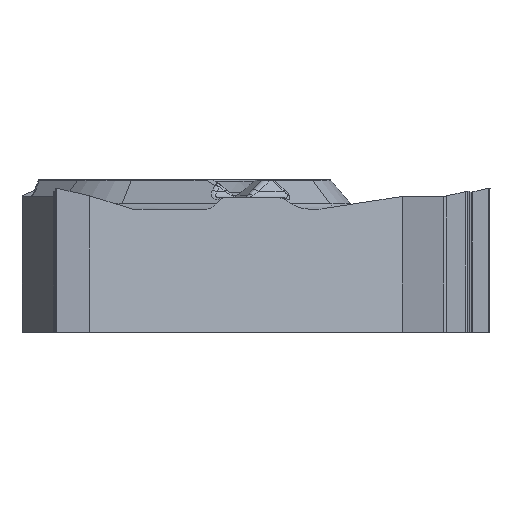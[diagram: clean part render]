
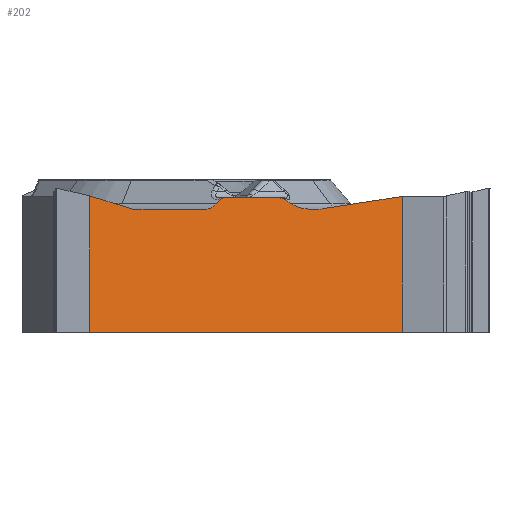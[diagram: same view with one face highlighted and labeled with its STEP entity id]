
A CAD part, front view. The second image highlights one B-rep face of the part: STEP entity #202.
In plain terms, the highlighted planar face has unit normal (0.5, -0.866, 0).
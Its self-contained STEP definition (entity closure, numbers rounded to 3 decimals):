
#202=ADVANCED_FACE('',(#468),#412,.F.);
#412=PLANE('',#3556);
#468=FACE_OUTER_BOUND('',#672,.T.);
#672=EDGE_LOOP('',(#1127,#1128,#1129,#1130,#1131,#1132,#1133,#1134,#1135,
#1136,#1137,#1138,#1139,#1140,#1141,#1142));
#888=CIRCLE('',#3555,0.415);
#1032=ELLIPSE('',#3550,0.83,0.415);
#1033=ELLIPSE('',#3551,0.83,0.415);
#1034=ELLIPSE('',#3552,0.3,0.15);
#1035=ELLIPSE('',#3553,0.177,0.15);
#1036=ELLIPSE('',#3554,0.489,0.415);
#1127=ORIENTED_EDGE('',*,*,#2477,.F.);
#1128=ORIENTED_EDGE('',*,*,#2478,.T.);
#1129=ORIENTED_EDGE('',*,*,#2479,.F.);
#1130=ORIENTED_EDGE('',*,*,#2480,.T.);
#1131=ORIENTED_EDGE('',*,*,#2481,.T.);
#1132=ORIENTED_EDGE('',*,*,#2482,.F.);
#1133=ORIENTED_EDGE('',*,*,#2483,.T.);
#1134=ORIENTED_EDGE('',*,*,#2484,.T.);
#1135=ORIENTED_EDGE('',*,*,#2485,.F.);
#1136=ORIENTED_EDGE('',*,*,#2486,.T.);
#1137=ORIENTED_EDGE('',*,*,#2487,.F.);
#1138=ORIENTED_EDGE('',*,*,#2488,.T.);
#1139=ORIENTED_EDGE('',*,*,#2489,.T.);
#1140=ORIENTED_EDGE('',*,*,#2490,.F.);
#1141=ORIENTED_EDGE('',*,*,#2491,.T.);
#1142=ORIENTED_EDGE('',*,*,#2492,.T.);
#2163=VERTEX_POINT('',#5337);
#2164=VERTEX_POINT('',#5338);
#2165=VERTEX_POINT('',#5340);
#2166=VERTEX_POINT('',#5342);
#2167=VERTEX_POINT('',#5344);
#2168=VERTEX_POINT('',#5346);
#2169=VERTEX_POINT('',#5348);
#2170=VERTEX_POINT('',#5350);
#2171=VERTEX_POINT('',#5352);
#2172=VERTEX_POINT('',#5354);
#2173=VERTEX_POINT('',#5356);
#2174=VERTEX_POINT('',#5358);
#2175=VERTEX_POINT('',#5360);
#2176=VERTEX_POINT('',#5362);
#2177=VERTEX_POINT('',#5364);
#2178=VERTEX_POINT('',#5366);
#2477=EDGE_CURVE('',#2163,#2164,#2989,.T.);
#2478=EDGE_CURVE('',#2163,#2165,#2990,.T.);
#2479=EDGE_CURVE('',#2166,#2165,#2991,.T.);
#2480=EDGE_CURVE('',#2166,#2167,#2992,.T.);
#2481=EDGE_CURVE('',#2167,#2168,#1032,.T.);
#2482=EDGE_CURVE('',#2169,#2168,#2993,.T.);
#2483=EDGE_CURVE('',#2169,#2170,#1033,.T.);
#2484=EDGE_CURVE('',#2170,#2171,#2994,.T.);
#2485=EDGE_CURVE('',#2172,#2171,#1034,.T.);
#2486=EDGE_CURVE('',#2172,#2173,#2995,.T.);
#2487=EDGE_CURVE('',#2174,#2173,#1035,.T.);
#2488=EDGE_CURVE('',#2174,#2175,#2996,.T.);
#2489=EDGE_CURVE('',#2175,#2176,#1036,.T.);
#2490=EDGE_CURVE('',#2177,#2176,#2997,.T.);
#2491=EDGE_CURVE('',#2177,#2178,#888,.T.);
#2492=EDGE_CURVE('',#2178,#2164,#2998,.T.);
#2989=LINE('',#5336,#3229);
#2990=LINE('',#5339,#3230);
#2991=LINE('',#5341,#3231);
#2992=LINE('',#5343,#3232);
#2993=LINE('',#5347,#3233);
#2994=LINE('',#5351,#3234);
#2995=LINE('',#5355,#3235);
#2996=LINE('',#5359,#3236);
#2997=LINE('',#5363,#3237);
#2998=LINE('',#5367,#3238);
#3229=VECTOR('',#3956,1.);
#3230=VECTOR('',#3957,1.);
#3231=VECTOR('',#3958,1.);
#3232=VECTOR('',#3959,1.);
#3233=VECTOR('',#3962,1.);
#3234=VECTOR('',#3965,1.);
#3235=VECTOR('',#3968,1.);
#3236=VECTOR('',#3971,1.);
#3237=VECTOR('',#3974,1.);
#3238=VECTOR('',#3977,1.);
#3550=AXIS2_PLACEMENT_3D('',#5345,#3960,#3961);
#3551=AXIS2_PLACEMENT_3D('',#5349,#3963,#3964);
#3552=AXIS2_PLACEMENT_3D('',#5353,#3966,#3967);
#3553=AXIS2_PLACEMENT_3D('',#5357,#3969,#3970);
#3554=AXIS2_PLACEMENT_3D('',#5361,#3972,#3973);
#3555=AXIS2_PLACEMENT_3D('',#5365,#3975,#3976);
#3556=AXIS2_PLACEMENT_3D('',#5368,#3978,#3979);
#3956=DIRECTION('',(0.,0.,1.));
#3957=DIRECTION('',(0.866,0.5,0.));
#3958=DIRECTION('',(0.,0.,-1.));
#3959=DIRECTION('',(-0.858,-0.496,-0.133));
#3960=DIRECTION('',(-0.5,0.866,0.));
#3961=DIRECTION('',(-0.866,-0.5,0.));
#3962=DIRECTION('',(0.866,0.5,0.));
#3963=DIRECTION('',(-0.5,0.866,0.));
#3964=DIRECTION('',(0.866,0.5,0.));
#3965=DIRECTION('',(-0.744,-0.43,0.512));
#3966=DIRECTION('',(-0.5,0.866,0.));
#3967=DIRECTION('',(0.866,0.5,0.));
#3968=DIRECTION('',(-0.866,-0.5,0.));
#3969=DIRECTION('',(-0.5,0.866,0.));
#3970=DIRECTION('',(-0.866,-0.5,0.));
#3971=DIRECTION('',(-0.609,-0.352,-0.711));
#3972=DIRECTION('',(-0.5,0.866,0.));
#3973=DIRECTION('',(0.866,0.5,0.));
#3974=DIRECTION('',(0.866,0.5,0.));
#3975=DIRECTION('',(-0.5,0.866,0.));
#3976=DIRECTION('',(0.,0.,-1.));
#3977=DIRECTION('',(-0.837,-0.483,0.259));
#3978=DIRECTION('',(-0.5,0.866,0.));
#3979=DIRECTION('',(0.,0.,-1.));
#5336=CARTESIAN_POINT('',(-2.904,-7.176,0.));
#5337=CARTESIAN_POINT('',(-2.904,-7.176,-3.97));
#5338=CARTESIAN_POINT('',(-2.904,-7.176,-0.214));
#5339=CARTESIAN_POINT('',(-0.367,-5.711,-3.97));
#5340=CARTESIAN_POINT('',(5.698,-2.21,-3.97));
#5341=CARTESIAN_POINT('',(5.698,-2.21,0.));
#5342=CARTESIAN_POINT('',(5.698,-2.21,-0.231));
#5343=CARTESIAN_POINT('',(-0.233,-5.634,-1.148));
#5344=CARTESIAN_POINT('',(3.499,-3.479,-0.571));
#5345=CARTESIAN_POINT('',(3.313,-3.587,-0.17));
#5346=CARTESIAN_POINT('',(3.313,-3.587,-0.585));
#5347=CARTESIAN_POINT('',(-0.367,-5.711,-0.585));
#5348=CARTESIAN_POINT('',(3.2,-3.652,-0.585));
#5349=CARTESIAN_POINT('',(3.2,-3.652,-0.17));
#5350=CARTESIAN_POINT('',(2.65,-3.969,-0.437));
#5351=CARTESIAN_POINT('',(0.257,-5.351,1.209));
#5352=CARTESIAN_POINT('',(2.485,-4.064,-0.324));
#5353=CARTESIAN_POINT('',(2.286,-4.179,-0.42));
#5354=CARTESIAN_POINT('',(2.286,-4.179,-0.27));
#5355=CARTESIAN_POINT('',(5.129,-2.538,-0.27));
#5356=CARTESIAN_POINT('',(0.803,-5.036,-0.27));
#5357=CARTESIAN_POINT('',(0.803,-5.036,-0.42));
#5358=CARTESIAN_POINT('',(0.685,-5.104,-0.324));
#5359=CARTESIAN_POINT('',(3.024,-3.754,2.405));
#5360=CARTESIAN_POINT('',(0.588,-5.16,-0.437));
#5361=CARTESIAN_POINT('',(0.264,-5.347,-0.17));
#5362=CARTESIAN_POINT('',(0.264,-5.347,-0.585));
#5363=CARTESIAN_POINT('',(5.129,-2.538,-0.585));
#5364=CARTESIAN_POINT('',(-1.656,-6.456,-0.585));
#5365=CARTESIAN_POINT('',(-1.656,-6.456,-0.17));
#5366=CARTESIAN_POINT('',(-1.749,-6.509,-0.571));
#5367=CARTESIAN_POINT('',(4.545,-2.875,-2.518));
#5368=CARTESIAN_POINT('',(-0.367,-5.711,0.));
